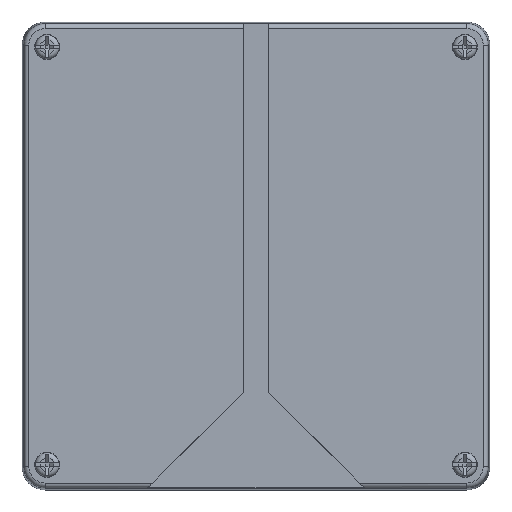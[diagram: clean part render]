
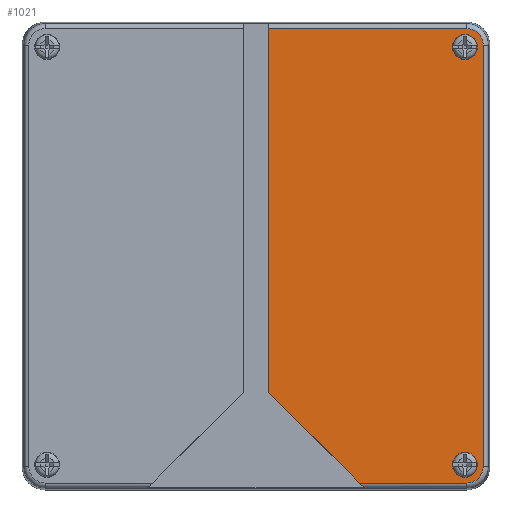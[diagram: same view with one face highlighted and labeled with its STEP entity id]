
A CAD part, top view. The second image highlights one B-rep face of the part: STEP entity #1021.
In plain terms, the highlighted planar face has unit normal (0, 0, 1).
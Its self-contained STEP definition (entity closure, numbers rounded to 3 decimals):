
#1021 = ADVANCED_FACE( '', ( #2690, #2691, #2692 ), #2693, .T. );
#2690 = FACE_OUTER_BOUND( '', #5240, .T. );
#2691 = FACE_BOUND( '', #5241, .T. );
#2692 = FACE_BOUND( '', #5242, .T. );
#2693 = PLANE( '', #5243 );
#5240 = EDGE_LOOP( '', ( #8162, #8163, #8164, #8165, #8166, #8167, #8168 ) );
#5241 = EDGE_LOOP( '', ( #8169 ) );
#5242 = EDGE_LOOP( '', ( #8170 ) );
#5243 = AXIS2_PLACEMENT_3D( '', #8171, #8172, #8173 );
#8162 = ORIENTED_EDGE( '', *, *, #14487, .F. );
#8163 = ORIENTED_EDGE( '', *, *, #14488, .F. );
#8164 = ORIENTED_EDGE( '', *, *, #14489, .T. );
#8165 = ORIENTED_EDGE( '', *, *, #14159, .F. );
#8166 = ORIENTED_EDGE( '', *, *, #14490, .T. );
#8167 = ORIENTED_EDGE( '', *, *, #14375, .T. );
#8168 = ORIENTED_EDGE( '', *, *, #14491, .T. );
#8169 = ORIENTED_EDGE( '', *, *, #14492, .T. );
#8170 = ORIENTED_EDGE( '', *, *, #14493, .T. );
#8171 = CARTESIAN_POINT( '', ( 67.963, 80., 22. ) );
#8172 = DIRECTION( '', ( 0., 0., 1. ) );
#8173 = DIRECTION( '', ( 1., 0., 0. ) );
#14159 = EDGE_CURVE( '', #16701, #16702, #16703, .T. );
#14375 = EDGE_CURVE( '', #17088, #17086, #17089, .T. );
#14487 = EDGE_CURVE( '', #17281, #17282, #17283, .T. );
#14488 = EDGE_CURVE( '', #17284, #17281, #17285, .T. );
#14489 = EDGE_CURVE( '', #17284, #16702, #17286, .T. );
#14490 = EDGE_CURVE( '', #16701, #17088, #17287, .T. );
#14491 = EDGE_CURVE( '', #17086, #17282, #17288, .T. );
#14492 = EDGE_CURVE( '', #17289, #17289, #17290, .T. );
#14493 = EDGE_CURVE( '', #17291, #17291, #17292, .T. );
#16701 = VERTEX_POINT( '', #20463 );
#16702 = VERTEX_POINT( '', #20464 );
#16703 = LINE( '', #20465, #20466 );
#17086 = VERTEX_POINT( '', #20988 );
#17088 = VERTEX_POINT( '', #20990 );
#17089 = LINE( '', #20991, #20992 );
#17281 = VERTEX_POINT( '', #21257 );
#17282 = VERTEX_POINT( '', #21258 );
#17283 = LINE( '', #21259, #21260 );
#17284 = VERTEX_POINT( '', #21261 );
#17285 = LINE( '', #21262, #21263 );
#17286 = CIRCLE( '', #21264, 4.963 );
#17287 = CIRCLE( '', #21265, 4.963 );
#17288 = LINE( '', #21266, #21267 );
#17289 = VERTEX_POINT( '', #21268 );
#17290 = CIRCLE( '', #21269, 3.75 );
#17291 = VERTEX_POINT( '', #21270 );
#17292 = CIRCLE( '', #21271, 3.75 );
#20463 = CARTESIAN_POINT( '', ( 67.963, 63., 22. ) );
#20464 = CARTESIAN_POINT( '', ( 67.963, -63., 22. ) );
#20465 = CARTESIAN_POINT( '', ( 67.963, 80., 22. ) );
#20466 = VECTOR( '', #25757, 1000. );
#20988 = CARTESIAN_POINT( '', ( 3.75, 67.963, 22. ) );
#20990 = CARTESIAN_POINT( '', ( 63., 67.963, 22. ) );
#20991 = CARTESIAN_POINT( '', ( 80., 67.963, 22. ) );
#20992 = VECTOR( '', #26017, 1000. );
#21257 = CARTESIAN_POINT( '', ( 30.963, -67.963, 22. ) );
#21258 = CARTESIAN_POINT( '', ( 3.75, -40.75, 22. ) );
#21259 = CARTESIAN_POINT( '', ( 34.82, -71.82, 22. ) );
#21260 = VECTOR( '', #26154, 1000. );
#21261 = CARTESIAN_POINT( '', ( 63., -67.963, 22. ) );
#21262 = CARTESIAN_POINT( '', ( 80., -67.963, 22. ) );
#21263 = VECTOR( '', #26155, 1000. );
#21264 = AXIS2_PLACEMENT_3D( '', #26156, #26157, #26158 );
#21265 = AXIS2_PLACEMENT_3D( '', #26159, #26160, #26161 );
#21266 = CARTESIAN_POINT( '', ( 3.75, 80., 22. ) );
#21267 = VECTOR( '', #26162, 1000. );
#21268 = CARTESIAN_POINT( '', ( 58.75, -62.5, 22. ) );
#21269 = AXIS2_PLACEMENT_3D( '', #26163, #26164, #26165 );
#21270 = CARTESIAN_POINT( '', ( 58.75, 62.5, 22. ) );
#21271 = AXIS2_PLACEMENT_3D( '', #26166, #26167, #26168 );
#25757 = DIRECTION( '', ( 0., -1., 0. ) );
#26017 = DIRECTION( '', ( -1., 0., 0. ) );
#26154 = DIRECTION( '', ( -0.707, 0.707, 0. ) );
#26155 = DIRECTION( '', ( -1., 0., 0. ) );
#26156 = CARTESIAN_POINT( '', ( 63., -63., 22. ) );
#26157 = DIRECTION( '', ( 0., 0., 1. ) );
#26158 = DIRECTION( '', ( 1., 0., 0. ) );
#26159 = CARTESIAN_POINT( '', ( 63., 63., 22. ) );
#26160 = DIRECTION( '', ( 0., 0., 1. ) );
#26161 = DIRECTION( '', ( 1., 0., 0. ) );
#26162 = DIRECTION( '', ( 0., -1., 0. ) );
#26163 = CARTESIAN_POINT( '', ( 62.5, -62.5, 22. ) );
#26164 = DIRECTION( '', ( 0., 0., -1. ) );
#26165 = DIRECTION( '', ( -1., 0., 0. ) );
#26166 = CARTESIAN_POINT( '', ( 62.5, 62.5, 22. ) );
#26167 = DIRECTION( '', ( 0., 0., -1. ) );
#26168 = DIRECTION( '', ( -1., 0., 0. ) );
